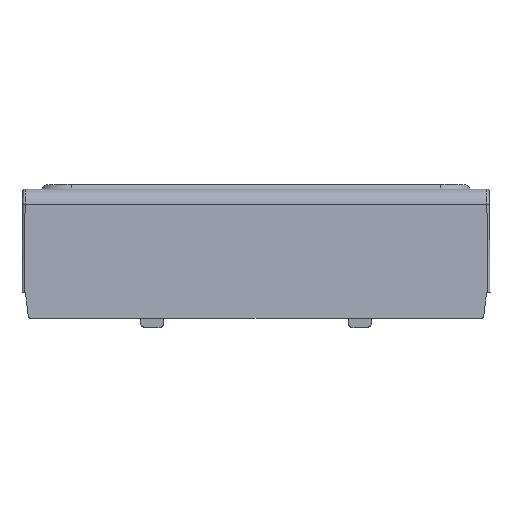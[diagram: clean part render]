
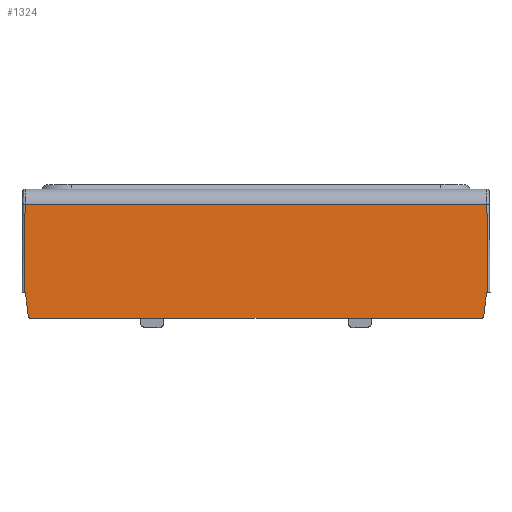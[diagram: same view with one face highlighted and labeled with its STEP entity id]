
A CAD part, top view. The second image highlights one B-rep face of the part: STEP entity #1324.
In plain terms, the highlighted planar face has unit normal (0, 0.035, 0.999).
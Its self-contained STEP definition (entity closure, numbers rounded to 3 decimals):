
#10 = CARTESIAN_POINT ( 'NONE',  ( 100.071, 49.244, 24.236 ) ) ;
#28 = LINE ( 'NONE', #1196, #4978 ) ;
#31 = VERTEX_POINT ( 'NONE', #2178 ) ;
#47 = CARTESIAN_POINT ( 'NONE',  ( 101.5, 11., 25.571 ) ) ;
#220 = CARTESIAN_POINT ( 'NONE',  ( 101.5, 49.244, 24.236 ) ) ;
#284 = CARTESIAN_POINT ( 'NONE',  ( 100.404, 11., 25.571 ) ) ;
#334 = EDGE_CURVE ( 'NONE', #31, #6375, #3179, .T. ) ;
#363 = ORIENTED_EDGE ( 'NONE', *, *, #5008, .F. ) ;
#453 = DIRECTION ( 'NONE',  ( 0., 0.035, 0.999 ) ) ;
#495 = CARTESIAN_POINT ( 'NONE',  ( 101.5, 0., 25.956 ) ) ;
#503 = LINE ( 'NONE', #2419, #6159 ) ;
#523 = VERTEX_POINT ( 'NONE', #4162 ) ;
#749 = EDGE_CURVE ( 'NONE', #1388, #31, #2746, .T. ) ;
#756 = CARTESIAN_POINT ( 'NONE',  ( 101.5, 0., 25.956 ) ) ;
#797 = CARTESIAN_POINT ( 'NONE',  ( -98.199, 0., 25.956 ) ) ;
#803 = ORIENTED_EDGE ( 'NONE', *, *, #6893, .T. ) ;
#954 = ORIENTED_EDGE ( 'NONE', *, *, #5405, .T. ) ;
#978 = CARTESIAN_POINT ( 'NONE',  ( 97.669, 0., 25.956 ) ) ;
#1002 = DIRECTION ( 'NONE',  ( 0., -0.999, 0.035 ) ) ;
#1056 = AXIS2_PLACEMENT_3D ( 'NONE', #6533, #453, #1002 ) ;
#1076 = FACE_OUTER_BOUND ( 'NONE', #2143, .T. ) ;
#1082 = ORIENTED_EDGE ( 'NONE', *, *, #3564, .T. ) ;
#1084 = VERTEX_POINT ( 'NONE', #5941 ) ;
#1104 = VERTEX_POINT ( 'NONE', #3677 ) ;
#1122 = DIRECTION ( 'NONE',  ( -0.122, 0.992, -0.035 ) ) ;
#1164 = VERTEX_POINT ( 'NONE', #3825 ) ;
#1196 = CARTESIAN_POINT ( 'NONE',  ( -101.5, 0., 25.956 ) ) ;
#1277 = VECTOR ( 'NONE', #3807, 1000. ) ;
#1310 = EDGE_CURVE ( 'NONE', #4816, #1388, #2416, .T. ) ;
#1324 = ADVANCED_FACE ( 'NONE', ( #1076 ), #4214, .T. ) ;
#1353 = LINE ( 'NONE', #2835, #5101 ) ;
#1362 = EDGE_CURVE ( 'NONE', #4816, #5269, #3225, .T. ) ;
#1367 = VERTEX_POINT ( 'NONE', #5954 ) ;
#1388 = VERTEX_POINT ( 'NONE', #5885 ) ;
#1497 = CARTESIAN_POINT ( 'NONE',  ( 98.661, 0.878, 25.925 ) ) ;
#1522 = CARTESIAN_POINT ( 'NONE',  ( 98.199, 0., 25.956 ) ) ;
#1559 = CARTESIAN_POINT ( 'NONE',  ( 100.071, 49.236, 24.236 ) ) ;
#1562 = DIRECTION ( 'NONE',  ( -1., 0., 0. ) ) ;
#1670 = VECTOR ( 'NONE', #1562, 1000. ) ;
#1868 = CARTESIAN_POINT ( 'NONE',  ( -98.661, 0.878, 25.925 ) ) ;
#2004 = EDGE_CURVE ( 'NONE', #1084, #1164, #3526, .T. ) ;
#2006 = VECTOR ( 'NONE', #6468, 1000. ) ;
#2013 = CARTESIAN_POINT ( 'NONE',  ( -98.597, 0.352, 25.943 ) ) ;
#2143 = EDGE_LOOP ( 'NONE', ( #6050, #803, #6613, #4082, #4104, #4733, #4429, #954, #6943, #1082, #4707, #363, #3919, #2711 ) ) ;
#2178 = CARTESIAN_POINT ( 'NONE',  ( 40., 0., 25.956 ) ) ;
#2380 = CARTESIAN_POINT ( 'NONE',  ( 99.904, 11., 25.571 ) ) ;
#2409 = CARTESIAN_POINT ( 'NONE',  ( -50., 0., 25.956 ) ) ;
#2416 = LINE ( 'NONE', #495, #2006 ) ;
#2419 = CARTESIAN_POINT ( 'NONE',  ( 105.371, 55.525, 24.017 ) ) ;
#2426 = CARTESIAN_POINT ( 'NONE',  ( -97.669, 0., 25.956 ) ) ;
#2427 = VERTEX_POINT ( 'NONE', #2409 ) ;
#2511 = VECTOR ( 'NONE', #4010, 1000. ) ;
#2561 = CARTESIAN_POINT ( 'NONE',  ( 97.669, 0., 25.956 ) ) ;
#2606 = LINE ( 'NONE', #3008, #3621 ) ;
#2644 = CARTESIAN_POINT ( 'NONE',  ( 98.597, 0.352, 25.943 ) ) ;
#2711 = ORIENTED_EDGE ( 'NONE', *, *, #3240, .F. ) ;
#2746 = LINE ( 'NONE', #5995, #1670 ) ;
#2835 = CARTESIAN_POINT ( 'NONE',  ( -40., 0., 25.956 ) ) ;
#2979 = CARTESIAN_POINT ( 'NONE',  ( -40., 0., 25.956 ) ) ;
#3008 = CARTESIAN_POINT ( 'NONE',  ( 101.5, 11., 25.571 ) ) ;
#3179 = LINE ( 'NONE', #756, #2511 ) ;
#3225 =( BOUNDED_CURVE ( )  B_SPLINE_CURVE ( 3, ( #978, #1522, #2644, #1497 ),
 .UNSPECIFIED., .F., .F. ) 
 B_SPLINE_CURVE_WITH_KNOTS ( ( 4, 4 ),
 ( 3.142, 4.59 ),
 .UNSPECIFIED. ) 
 CURVE ( )  GEOMETRIC_REPRESENTATION_ITEM ( )  RATIONAL_B_SPLINE_CURVE ( ( 1., 0.833, 0.833, 1. ) ) 
 REPRESENTATION_ITEM ( '' )  );
#3240 = EDGE_CURVE ( 'NONE', #1164, #523, #3657, .T. ) ;
#3526 =( BOUNDED_CURVE ( )  B_SPLINE_CURVE ( 3, ( #2426, #797, #2013, #1868 ),
 .UNSPECIFIED., .F., .F. ) 
 B_SPLINE_CURVE_WITH_KNOTS ( ( 4, 4 ),
 ( 3.142, 4.59 ),
 .UNSPECIFIED. ) 
 CURVE ( )  GEOMETRIC_REPRESENTATION_ITEM ( )  RATIONAL_B_SPLINE_CURVE ( ( 1., 0.833, 0.833, 1. ) ) 
 REPRESENTATION_ITEM ( '' )  );
#3564 = EDGE_CURVE ( 'NONE', #6455, #6804, #5645, .T. ) ;
#3621 = VECTOR ( 'NONE', #5175, 1000. ) ;
#3657 = LINE ( 'NONE', #7112, #4697 ) ;
#3677 = CARTESIAN_POINT ( 'NONE',  ( -100.071, 49.244, 24.236 ) ) ;
#3795 = LINE ( 'NONE', #47, #1277 ) ;
#3807 = DIRECTION ( 'NONE',  ( -1., 0., 0. ) ) ;
#3822 = VERTEX_POINT ( 'NONE', #2380 ) ;
#3825 = CARTESIAN_POINT ( 'NONE',  ( -98.661, 0.878, 25.925 ) ) ;
#3880 = DIRECTION ( 'NONE',  ( 1., 0., 0. ) ) ;
#3919 = ORIENTED_EDGE ( 'NONE', *, *, #5142, .F. ) ;
#3973 = LINE ( 'NONE', #6148, #5283 ) ;
#4010 = DIRECTION ( 'NONE',  ( -1., 0., 0. ) ) ;
#4082 = ORIENTED_EDGE ( 'NONE', *, *, #334, .F. ) ;
#4104 = ORIENTED_EDGE ( 'NONE', *, *, #749, .F. ) ;
#4162 = CARTESIAN_POINT ( 'NONE',  ( -99.904, 11., 25.571 ) ) ;
#4214 = PLANE ( 'NONE',  #1056 ) ;
#4429 = ORIENTED_EDGE ( 'NONE', *, *, #1362, .T. ) ;
#4697 = VECTOR ( 'NONE', #1122, 1000. ) ;
#4707 = ORIENTED_EDGE ( 'NONE', *, *, #5900, .T. ) ;
#4733 = ORIENTED_EDGE ( 'NONE', *, *, #1310, .F. ) ;
#4816 = VERTEX_POINT ( 'NONE', #2561 ) ;
#4934 = VECTOR ( 'NONE', #5132, 1000. ) ;
#4978 = VECTOR ( 'NONE', #6667, 1000. ) ;
#5008 = EDGE_CURVE ( 'NONE', #1367, #1104, #3973, .T. ) ;
#5025 = DIRECTION ( 'NONE',  ( 0.009, 0.999, -0.035 ) ) ;
#5046 = VECTOR ( 'NONE', #5278, 1000. ) ;
#5101 = VECTOR ( 'NONE', #3880, 1000. ) ;
#5132 = DIRECTION ( 'NONE',  ( -1., 0., 0. ) ) ;
#5142 = EDGE_CURVE ( 'NONE', #523, #1367, #3795, .T. ) ;
#5175 = DIRECTION ( 'NONE',  ( 1., 0., 0. ) ) ;
#5269 = VERTEX_POINT ( 'NONE', #6229 ) ;
#5278 = DIRECTION ( 'NONE',  ( -0.009, 0.999, -0.035 ) ) ;
#5283 = VECTOR ( 'NONE', #5025, 1000. ) ;
#5405 = EDGE_CURVE ( 'NONE', #5269, #3822, #503, .T. ) ;
#5645 = LINE ( 'NONE', #1559, #5046 ) ;
#5757 = DIRECTION ( 'NONE',  ( 0.122, 0.992, -0.035 ) ) ;
#5885 = CARTESIAN_POINT ( 'NONE',  ( 50., 0., 25.956 ) ) ;
#5900 = EDGE_CURVE ( 'NONE', #6804, #1104, #6418, .T. ) ;
#5941 = CARTESIAN_POINT ( 'NONE',  ( -97.669, 0., 25.956 ) ) ;
#5949 = EDGE_CURVE ( 'NONE', #3822, #6455, #2606, .T. ) ;
#5954 = CARTESIAN_POINT ( 'NONE',  ( -100.404, 11., 25.571 ) ) ;
#5995 = CARTESIAN_POINT ( 'NONE',  ( 40., 0., 25.956 ) ) ;
#6050 = ORIENTED_EDGE ( 'NONE', *, *, #2004, .F. ) ;
#6148 = CARTESIAN_POINT ( 'NONE',  ( -100.071, 49.236, 24.236 ) ) ;
#6159 = VECTOR ( 'NONE', #5757, 1000. ) ;
#6229 = CARTESIAN_POINT ( 'NONE',  ( 98.661, 0.878, 25.925 ) ) ;
#6369 = EDGE_CURVE ( 'NONE', #2427, #6375, #1353, .T. ) ;
#6375 = VERTEX_POINT ( 'NONE', #2979 ) ;
#6418 = LINE ( 'NONE', #220, #4934 ) ;
#6455 = VERTEX_POINT ( 'NONE', #284 ) ;
#6468 = DIRECTION ( 'NONE',  ( -1., 0., 0. ) ) ;
#6533 = CARTESIAN_POINT ( 'NONE',  ( 101.5, 56., 24. ) ) ;
#6613 = ORIENTED_EDGE ( 'NONE', *, *, #6369, .T. ) ;
#6667 = DIRECTION ( 'NONE',  ( 1., 0., 0. ) ) ;
#6804 = VERTEX_POINT ( 'NONE', #10 ) ;
#6893 = EDGE_CURVE ( 'NONE', #1084, #2427, #28, .T. ) ;
#6943 = ORIENTED_EDGE ( 'NONE', *, *, #5949, .T. ) ;
#7112 = CARTESIAN_POINT ( 'NONE',  ( -102.36, 31., 24.873 ) ) ;
